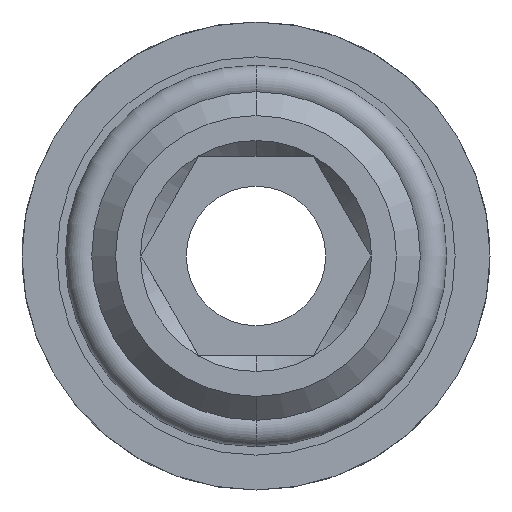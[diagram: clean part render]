
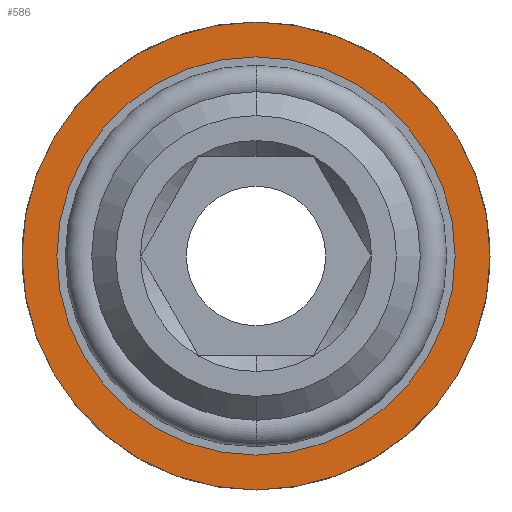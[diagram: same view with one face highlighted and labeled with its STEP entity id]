
A CAD part, front view. The second image highlights one B-rep face of the part: STEP entity #586.
In plain terms, the highlighted planar face has unit normal (0, -1, 0).
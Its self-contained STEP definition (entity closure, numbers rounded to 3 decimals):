
#112 = VERTEX_POINT ( 'NONE', #821 ) ;
#119 = EDGE_CURVE ( 'NONE', #534, #112, #774, .T. ) ;
#462 = VERTEX_POINT ( 'NONE', #1530 ) ;
#489 = EDGE_CURVE ( 'NONE', #462, #537, #1575, .T. ) ;
#534 = VERTEX_POINT ( 'NONE', #1754 ) ;
#537 = VERTEX_POINT ( 'NONE', #1830 ) ;
#551 = EDGE_LOOP ( 'NONE', ( #570, #567 ) ) ;
#566 = EDGE_CURVE ( 'NONE', #537, #462, #1835, .T. ) ;
#567 = ORIENTED_EDGE ( 'NONE', *, *, #566, .T. ) ;
#569 = ORIENTED_EDGE ( 'NONE', *, *, #119, .F. ) ;
#570 = ORIENTED_EDGE ( 'NONE', *, *, #489, .T. ) ;
#583 = EDGE_CURVE ( 'NONE', #112, #534, #1818, .T. ) ;
#586 = ADVANCED_FACE ( 'NONE', ( #1819, #1852 ), #1740, .T. ) ;
#661 = ORIENTED_EDGE ( 'NONE', *, *, #583, .F. ) ;
#666 = EDGE_LOOP ( 'NONE', ( #661, #569 ) ) ;
#774 = CIRCLE ( 'NONE', #829, 10. ) ;
#821 = CARTESIAN_POINT ( 'NONE',  ( 0., 9., -10. ) ) ;
#829 = AXIS2_PLACEMENT_3D ( 'NONE', #889, #879, #838 ) ;
#838 = DIRECTION ( 'NONE',  ( 0., 0., -1. ) ) ;
#879 = DIRECTION ( 'NONE',  ( 0., -1., 0. ) ) ;
#889 = CARTESIAN_POINT ( 'NONE',  ( 0., 9., 0. ) ) ;
#1530 = CARTESIAN_POINT ( 'NONE',  ( 0., 9., -11.75 ) ) ;
#1571 = DIRECTION ( 'NONE',  ( 0., 0., -1. ) ) ;
#1572 = DIRECTION ( 'NONE',  ( 0., -1., 0. ) ) ;
#1573 = CARTESIAN_POINT ( 'NONE',  ( 0., 9., 0. ) ) ;
#1574 = AXIS2_PLACEMENT_3D ( 'NONE', #1573, #1572, #1571 ) ;
#1575 = CIRCLE ( 'NONE', #1574, 11.75 ) ;
#1737 = DIRECTION ( 'NONE',  ( 0., -1., 0. ) ) ;
#1738 = CARTESIAN_POINT ( 'NONE',  ( 11.75, 9., 0. ) ) ;
#1739 = AXIS2_PLACEMENT_3D ( 'NONE', #1738, #1737, #1840 ) ;
#1740 = PLANE ( 'NONE',  #1739 ) ;
#1754 = CARTESIAN_POINT ( 'NONE',  ( 0., 9., 10. ) ) ;
#1784 = CARTESIAN_POINT ( 'NONE',  ( 0., 9., 0. ) ) ;
#1817 = CARTESIAN_POINT ( 'NONE',  ( 0., 9., 0. ) ) ;
#1818 = CIRCLE ( 'NONE', #1855, 10. ) ;
#1819 = FACE_OUTER_BOUND ( 'NONE', #551, .T. ) ;
#1830 = CARTESIAN_POINT ( 'NONE',  ( 0., 9., 11.75 ) ) ;
#1832 = DIRECTION ( 'NONE',  ( 0., 0., -1. ) ) ;
#1833 = DIRECTION ( 'NONE',  ( 0., -1., 0. ) ) ;
#1834 = AXIS2_PLACEMENT_3D ( 'NONE', #1784, #1833, #1832 ) ;
#1835 = CIRCLE ( 'NONE', #1834, 11.75 ) ;
#1840 = DIRECTION ( 'NONE',  ( 0., 0., -1. ) ) ;
#1852 = FACE_BOUND ( 'NONE', #666, .T. ) ;
#1853 = DIRECTION ( 'NONE',  ( 0., 0., -1. ) ) ;
#1854 = DIRECTION ( 'NONE',  ( 0., -1., 0. ) ) ;
#1855 = AXIS2_PLACEMENT_3D ( 'NONE', #1817, #1854, #1853 ) ;
